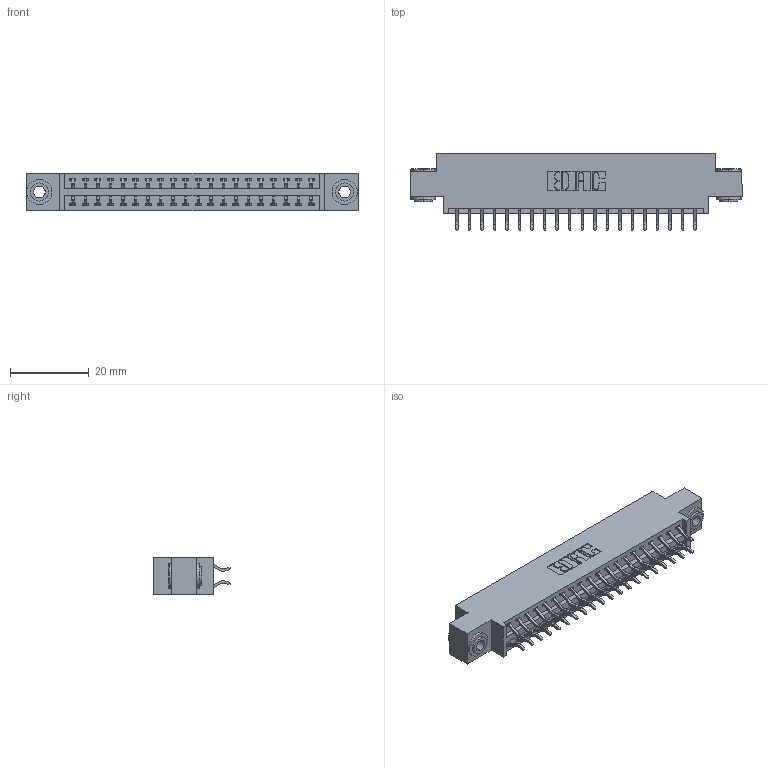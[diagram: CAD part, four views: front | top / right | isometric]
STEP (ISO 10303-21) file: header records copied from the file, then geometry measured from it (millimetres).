
FILE_DESCRIPTION (( 'STEP AP203' ), '1' );
FILE_NAME ('346-040-556-803.STEP', '2022-05-20T02:39:23', ( '' ), ( '' ), 'SwSTEP 2.0', 'SolidWorks 2020', '' );
FILE_SCHEMA (( 'CONFIG_CONTROL_DESIGN' ));
Length unit declared in the file: inch
Products named in the file (4): 346-040-556-803; 345-292-001_556 Tail; 345-250-002_345-250-002-102; 346 Part_0.170 Offset - 0.156 Dia-TH
Assembly tree (43 placements, depth 2):
  346-040-556-803
    346 Part_0.170 Offset - 0.156 Dia-TH
    345-292-001_556 Tail  x40
    345-250-002_345-250-002-102  x2
Bounding box: 84.07 x 19.57 x 9.4 mm (x, y, z)
Volume: 7872.5 mm3; surface area: 10866.7 mm2
Topology: 43 solids, 43 shells, 2498 faces, 7373 edges, 4858 vertices
Faces by surface type: plane 1664, cylinder 826, cone 8
Entity records: 17432 total; most frequent: CARTESIAN_POINT 2901, ORIENTED_EDGE 2814, DIRECTION 2625, EDGE_CURVE 1407, LINE 1163, VECTOR 1163, VERTEX_POINT 934, AXIS2_PLACEMENT_3D 731
